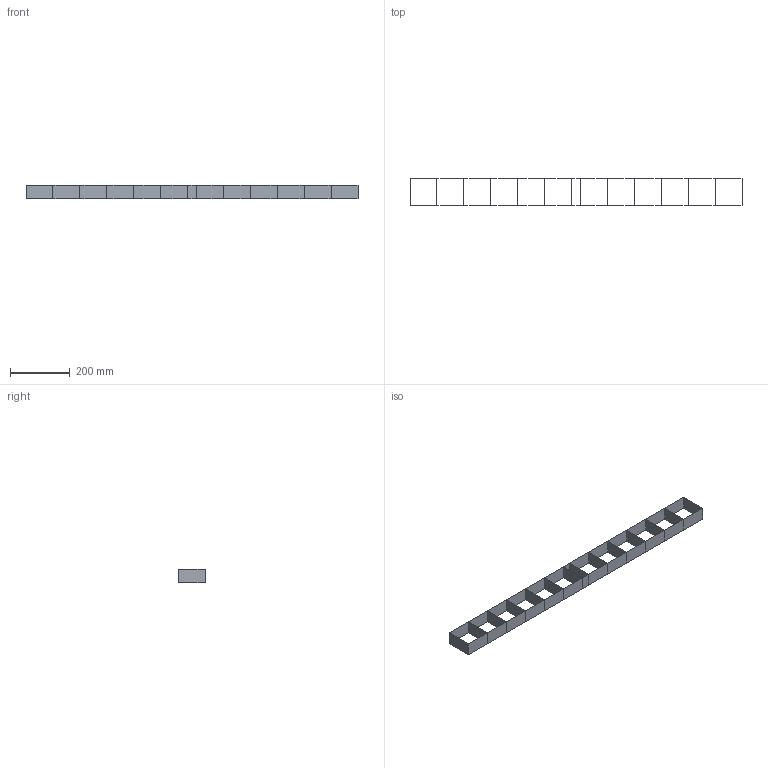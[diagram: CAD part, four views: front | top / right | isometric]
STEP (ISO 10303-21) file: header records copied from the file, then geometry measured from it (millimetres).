
FILE_DESCRIPTION(/* description */ ('STEP AP203'),/* implementation_level */ '2;1');
FILE_NAME(/* name */ 'truss_true',/* time_stamp */ '2025-03-21T14:21:28+03:30',/* author */ (' '),/* organization */ (' '),/* preprocessor_version */ 'ST-DEVELOPER v19.4',/* originating_system */ ' ',/* authorisation */ ' ');
FILE_SCHEMA (('CONFIG_CONTROL_DESIGN'));
Length unit declared in the file: metre
Products named in the file (57): 1; id125; id128; id131; id134; id137; id140; id143; id146; id149; id152; id155; id158; id161; id164; id167; id170
Bounding box: 1110 x 91.25 x 45 mm (x, y, z)
Surface area: 156993.8 mm2 (no closed solid volume)
Topology: 0 solids, 41 shells, 47 faces, 198 edges, 208 vertices
Faces by surface type: plane 47
Entity records: 3232 total; most frequent: CARTESIAN_POINT 478, DIRECTION 406, LINE 198, VECTOR 198, ORIENTED_EDGE 188, EDGE_CURVE 182, VERTEX_POINT 176, AXIS2_PLACEMENT_3D 104
